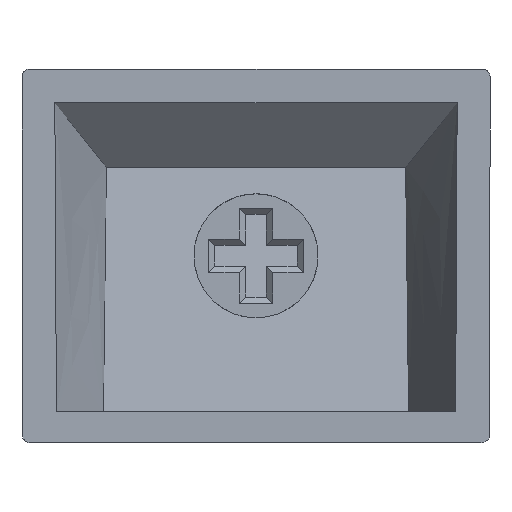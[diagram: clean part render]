
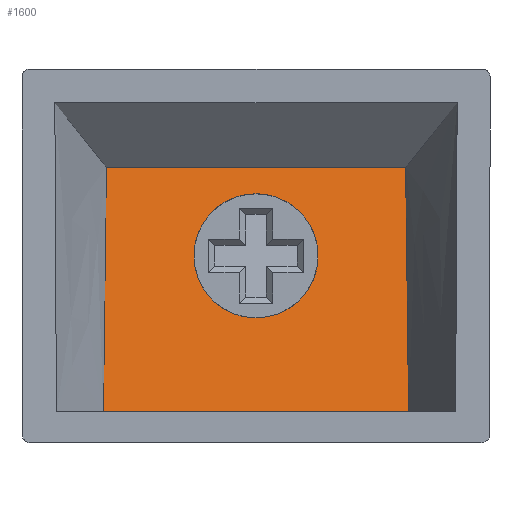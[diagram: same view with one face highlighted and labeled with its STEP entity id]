
A CAD part, front view. The second image highlights one B-rep face of the part: STEP entity #1600.
In plain terms, the highlighted planar face has unit normal (0, -0.981, 0.193).
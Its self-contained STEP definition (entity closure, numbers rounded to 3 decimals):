
#25 = ORIENTED_EDGE ( 'NONE', *, *, #968, .T. ) ;
#147 = VERTEX_POINT ( 'NONE', #1575 ) ;
#206 = B_SPLINE_CURVE_WITH_KNOTS ( 'NONE', 3,
 ( #1656, #798, #1462, #2249 ),
 .UNSPECIFIED., .F., .F.,
 ( 4, 4 ),
 ( 0., 0.012 ),
 .UNSPECIFIED. ) ;
#304 = CARTESIAN_POINT ( 'NONE',  ( 17.325, 5.664, -12.04 ) ) ;
#346 = CARTESIAN_POINT ( 'NONE',  ( 18.603, 6.32, -8.708 ) ) ;
#367 = CARTESIAN_POINT ( 'NONE',  ( 18.567, 7.096, -4.762 ) ) ;
#374 = DIRECTION ( 'NONE',  ( 0., 0.981, -0.193 ) ) ;
#400 = CARTESIAN_POINT ( 'NONE',  ( 0., 7.734, -1.522 ) ) ;
#407 = CARTESIAN_POINT ( 'NONE',  ( 4.083, 7.096, -4.762 ) ) ;
#548 = CARTESIAN_POINT ( 'NONE',  ( 18.567, 7.096, -4.762 ) ) ;
#596 = EDGE_CURVE ( 'NONE', #1062, #1182, #2076, .T. ) ;
#700 = VERTEX_POINT ( 'NONE', #957 ) ;
#737 = DIRECTION ( 'NONE',  ( 1., 0., 0. ) ) ;
#778 = ORIENTED_EDGE ( 'NONE', *, *, #2653, .F. ) ;
#798 = CARTESIAN_POINT ( 'NONE',  ( 4.003, 5.543, -12.654 ) ) ;
#834 = EDGE_CURVE ( 'NONE', #147, #2187, #206, .T. ) ;
#946 = EDGE_LOOP ( 'NONE', ( #1201, #778, #2413, #25 ) ) ;
#957 = CARTESIAN_POINT ( 'NONE',  ( 11.325, 5.664, -12.04 ) ) ;
#968 = EDGE_CURVE ( 'NONE', #147, #1182, #1723, .T. ) ;
#1062 = VERTEX_POINT ( 'NONE', #367 ) ;
#1102 = FACE_OUTER_BOUND ( 'NONE', #946, .T. ) ;
#1133 = CARTESIAN_POINT ( 'NONE',  ( 11.325, 5.664, -12.04 ) ) ;
#1171 = ORIENTED_EDGE ( 'NONE', *, *, #2028, .F. ) ;
#1174 = VECTOR ( 'NONE', #2388, 1000. ) ;
#1182 = VERTEX_POINT ( 'NONE', #1854 ) ;
#1201 = ORIENTED_EDGE ( 'NONE', *, *, #596, .F. ) ;
#1202 = CARTESIAN_POINT ( 'NONE',  ( 11.325, 6.845, -6.04 ) ) ;
#1332 = EDGE_CURVE ( 'NONE', #700, #1406, #2444, .T. ) ;
#1366 = FACE_BOUND ( 'NONE', #1680, .T. ) ;
#1406 = VERTEX_POINT ( 'NONE', #2511 ) ;
#1410 = CARTESIAN_POINT ( 'NONE',  ( 5.325, 5.664, -12.04 ) ) ;
#1462 = CARTESIAN_POINT ( 'NONE',  ( 4.047, 6.32, -8.708 ) ) ;
#1550 = LINE ( 'NONE', #1992, #2526 ) ;
#1575 = CARTESIAN_POINT ( 'NONE',  ( 3.942, 4.766, -16.6 ) ) ;
#1600 = ADVANCED_FACE ( 'NONE', ( #1366, #1102 ), #2449, .F. ) ;
#1656 = CARTESIAN_POINT ( 'NONE',  ( 3.942, 4.766, -16.6 ) ) ;
#1680 = EDGE_LOOP ( 'NONE', ( #2075, #1171 ) ) ;
#1723 = LINE ( 'NONE', #2173, #1174 ) ;
#1743 = CARTESIAN_POINT ( 'NONE',  ( 11.325, 6.845, -6.04 ) ) ;
#1854 = CARTESIAN_POINT ( 'NONE',  ( 18.708, 4.766, -16.6 ) ) ;
#1992 = CARTESIAN_POINT ( 'NONE',  ( 0., 7.096, -4.762 ) ) ;
#2028 = EDGE_CURVE ( 'NONE', #1406, #700, #2248, .T. ) ;
#2075 = ORIENTED_EDGE ( 'NONE', *, *, #1332, .F. ) ;
#2076 = B_SPLINE_CURVE_WITH_KNOTS ( 'NONE', 3,
 ( #548, #346, #2587, #2392 ),
 .UNSPECIFIED., .F., .F.,
 ( 4, 4 ),
 ( 0., 0.012 ),
 .UNSPECIFIED. ) ;
#2173 = CARTESIAN_POINT ( 'NONE',  ( 0., 4.766, -16.6 ) ) ;
#2187 = VERTEX_POINT ( 'NONE', #407 ) ;
#2208 = CARTESIAN_POINT ( 'NONE',  ( 17.325, 6.845, -6.04 ) ) ;
#2248 =( BOUNDED_CURVE ( )  B_SPLINE_CURVE ( 3, ( #1202, #2647, #1410, #2407 ),
 .UNSPECIFIED., .F., .F. ) 
 B_SPLINE_CURVE_WITH_KNOTS ( ( 4, 4 ),
 ( 3.142, 6.283 ),
 .UNSPECIFIED. ) 
 CURVE ( )  GEOMETRIC_REPRESENTATION_ITEM ( )  RATIONAL_B_SPLINE_CURVE ( ( 1., 0.333, 0.333, 1. ) ) 
 REPRESENTATION_ITEM ( '' )  );
#2249 = CARTESIAN_POINT ( 'NONE',  ( 4.083, 7.096, -4.762 ) ) ;
#2388 = DIRECTION ( 'NONE',  ( 1., 0., 0. ) ) ;
#2392 = CARTESIAN_POINT ( 'NONE',  ( 18.708, 4.766, -16.6 ) ) ;
#2407 = CARTESIAN_POINT ( 'NONE',  ( 11.325, 5.664, -12.04 ) ) ;
#2413 = ORIENTED_EDGE ( 'NONE', *, *, #834, .F. ) ;
#2444 =( BOUNDED_CURVE ( )  B_SPLINE_CURVE ( 3, ( #1133, #304, #2208, #1743 ),
 .UNSPECIFIED., .F., .F. ) 
 B_SPLINE_CURVE_WITH_KNOTS ( ( 4, 4 ),
 ( 0., 3.142 ),
 .UNSPECIFIED. ) 
 CURVE ( )  GEOMETRIC_REPRESENTATION_ITEM ( )  RATIONAL_B_SPLINE_CURVE ( ( 1., 0.333, 0.333, 1. ) ) 
 REPRESENTATION_ITEM ( '' )  );
#2449 = PLANE ( 'NONE',  #2570 ) ;
#2458 = DIRECTION ( 'NONE',  ( 0., 0.193, 0.981 ) ) ;
#2511 = CARTESIAN_POINT ( 'NONE',  ( 11.325, 6.845, -6.04 ) ) ;
#2526 = VECTOR ( 'NONE', #737, 1000. ) ;
#2570 = AXIS2_PLACEMENT_3D ( 'NONE', #400, #374, #2458 ) ;
#2587 = CARTESIAN_POINT ( 'NONE',  ( 18.647, 5.543, -12.654 ) ) ;
#2647 = CARTESIAN_POINT ( 'NONE',  ( 5.325, 6.845, -6.04 ) ) ;
#2653 = EDGE_CURVE ( 'NONE', #2187, #1062, #1550, .T. ) ;
